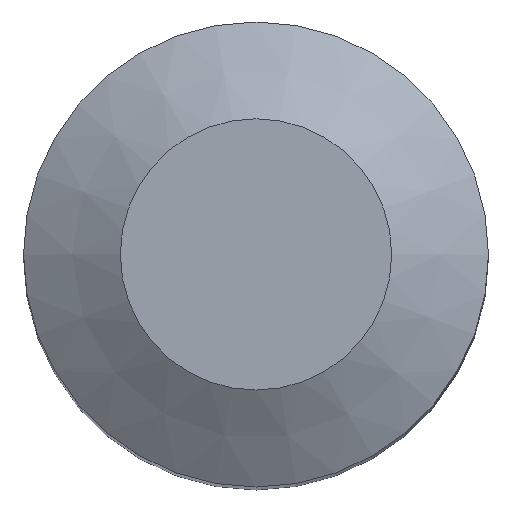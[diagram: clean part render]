
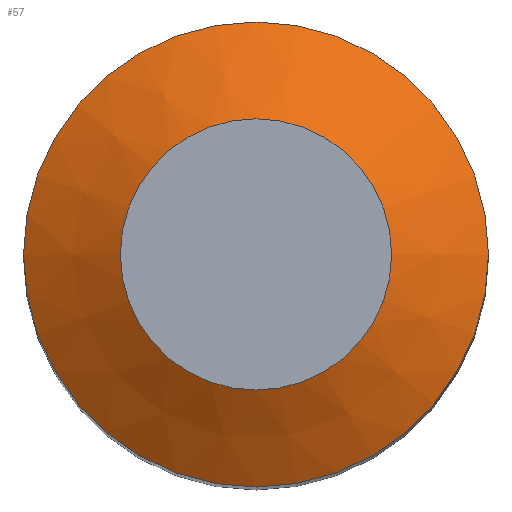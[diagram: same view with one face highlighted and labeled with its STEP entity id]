
A CAD part, top view. The second image highlights one B-rep face of the part: STEP entity #57.
In plain terms, the highlighted conical face has half-angle 60 degrees and reference radius 6 mm.
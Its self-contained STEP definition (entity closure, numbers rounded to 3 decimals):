
#57=ADVANCED_FACE('',(#78,#79),#67,.T.);
#67=CONICAL_SURFACE('',#208,6.,60.);
#78=FACE_BOUND('',#97,.T.);
#79=FACE_BOUND('',#98,.T.);
#97=EDGE_LOOP('',(#117));
#98=EDGE_LOOP('',(#118));
#117=ORIENTED_EDGE('',*,*,#145,.T.);
#118=ORIENTED_EDGE('',*,*,#146,.F.);
#134=VERTEX_POINT('',#309);
#135=VERTEX_POINT('',#312);
#145=EDGE_CURVE('',#134,#134,#155,.T.);
#146=EDGE_CURVE('',#135,#135,#156,.T.);
#155=CIRCLE('',#205,3.5);
#156=CIRCLE('',#207,6.);
#205=AXIS2_PLACEMENT_3D('',#308,#242,#243);
#207=AXIS2_PLACEMENT_3D('',#311,#246,#247);
#208=AXIS2_PLACEMENT_3D('',#313,#248,#249);
#242=DIRECTION('',(0.,0.,-1.));
#243=DIRECTION('',(1.,0.,0.));
#246=DIRECTION('',(0.,0.,-1.));
#247=DIRECTION('',(1.,0.,0.));
#248=DIRECTION('',(0.,0.,-1.));
#249=DIRECTION('',(1.,0.,0.));
#308=CARTESIAN_POINT('',(0.,0.,0.));
#309=CARTESIAN_POINT('',(3.5,0.,0.));
#311=CARTESIAN_POINT('',(0.,0.,-1.443));
#312=CARTESIAN_POINT('',(6.,0.,-1.443));
#313=CARTESIAN_POINT('',(0.,0.,-1.443));
